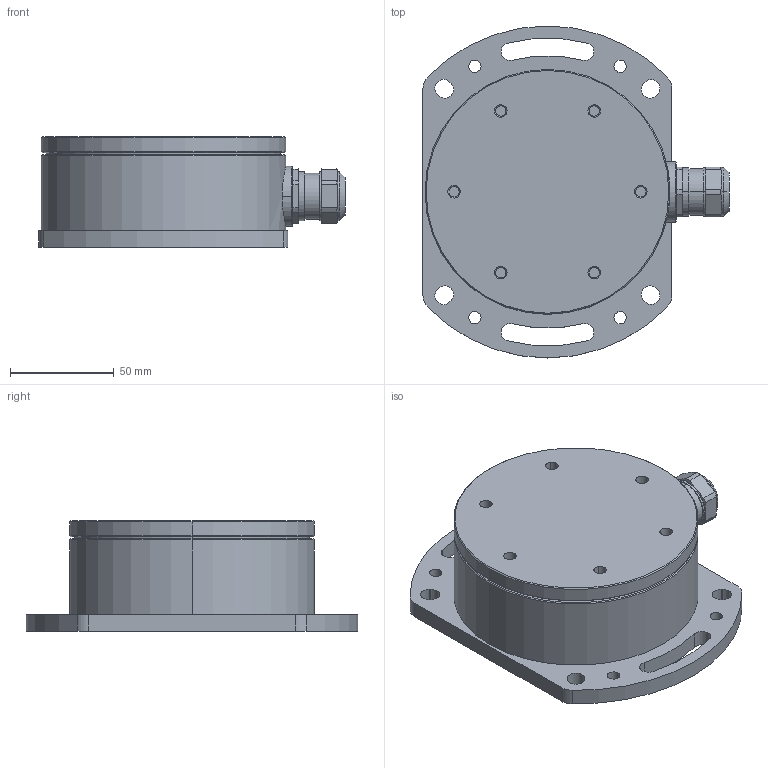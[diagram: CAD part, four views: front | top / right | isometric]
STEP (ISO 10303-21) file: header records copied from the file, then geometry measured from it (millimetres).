
FILE_DESCRIPTION(/* description */ ('VariCAD 2023-2.08 AP-214'),/* implementation_level */ '2;1');
FILE_NAME(/* name */ 'XB_mit_M16x1,5_ATEX.stp',/* time_stamp */ '2026-04-16T15:23:47+01:00',/* author */ (''),/* organization */ (''),/* preprocessor_version */ 'VariCAD 2023-2.08',/* originating_system */ 'VariCAD 2023-2.08; kernel version (20180118)',/* authorisation */ '');
FILE_SCHEMA(('AUTOMOTIVE_DESIGN'));
Length unit declared in the file: millimetre
Products named in the file (5): XB_mit_M16x1,5_ATEX; EX1126.17.100 10
Assembly tree (4 placements, depth 2):
  XB_mit_M16x1,5_ATEX
    EX1126.17.100 10
    (unnamed)
    (unnamed)
    (unnamed)
Bounding box: 147.5 x 160 x 53.2 mm (x, y, z)
Volume: 345408.8 mm3; surface area: 105752.4 mm2
Topology: 4 solids, 5 shells, 249 faces, 568 edges, 355 vertices
Faces by surface type: cylinder 110, plane 63, cone 62, torus 12, sphere 2
Entity records: 7444 total; most frequent: CARTESIAN_POINT 1429, DIRECTION 1364, ORIENTED_EDGE 1132, AXIS2_PLACEMENT_3D 574, EDGE_CURVE 566, VERTEX_POINT 355, CIRCLE 312, EDGE_LOOP 305
